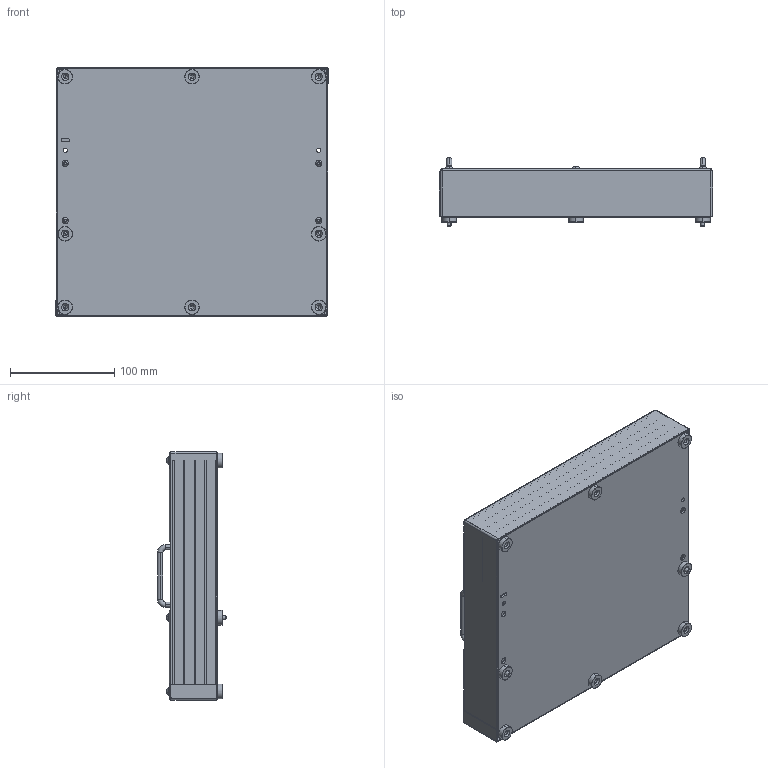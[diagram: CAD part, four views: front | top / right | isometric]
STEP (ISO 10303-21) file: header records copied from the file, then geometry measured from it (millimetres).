
FILE_DESCRIPTION (( 'STEP AP214' ), '1' );
FILE_NAME ('108791-KIT~0.STEP', '2020-06-08T12:48:35', ( '' ), ( '' ), 'SwSTEP 2.0', 'SolidWorks 2018', '' );
FILE_SCHEMA (( 'AUTOMOTIVE_DESIGN' ));
Length unit declared in the file: millimetre
Products named in the file (17): 108791-KIT~0; 108789~1_S; ISO7380~n_M04,0x008; 108788~1; 9286~0; 108786~0_S; 108785~0_S; 108781~0_S; 108790~0; 108784~0_S; ISO7380~n_M03,0x008; 108783~0_S; 108782~0_S; DIN6325~n_04,0m6x008; 108787~0; 40979~1_abgezogen<S>; 1598~0
Assembly tree (70 placements, depth 2):
  108791-KIT~0
    108781~0_S
    108782~0_S
    108783~0_S
    108784~0_S
    108785~0_S
    108786~0_S
    108787~0
    108788~1  x8
    108789~1_S  x2
    1598~0  x2
    40979~1_abgezogen<S>
    108790~0  x32
    9286~0  x4
    ISO7380~n_M03,0x008  x4
    ISO7380~n_M04,0x008  x8
    DIN6325~n_04,0m6x008  x2
Bounding box: 262 x 66.1 x 238 mm (x, y, z)
Volume: 930504.1 mm3; surface area: 993518.9 mm2
Topology: 75 solids, 75 shells, 1648 faces, 3820 edges, 2336 vertices
Faces by surface type: cylinder 786, cone 456, plane 350, torus 48, sphere 8
Entity records: 21349 total; most frequent: DIRECTION 3737, CARTESIAN_POINT 3263, ORIENTED_EDGE 3138, EDGE_CURVE 1569, AXIS2_PLACEMENT_3D 1478, VERTEX_POINT 1004, EDGE_LOOP 821, CIRCLE 788
